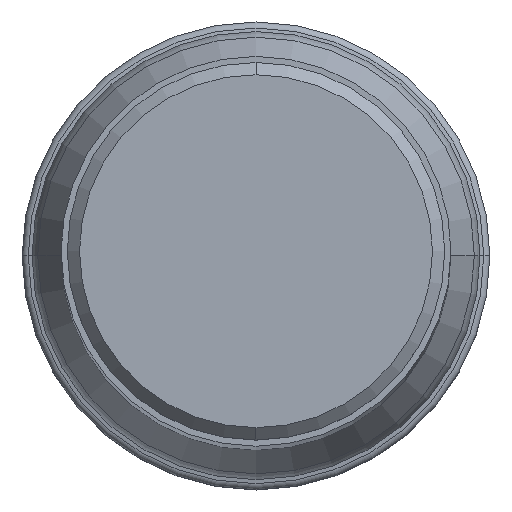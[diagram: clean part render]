
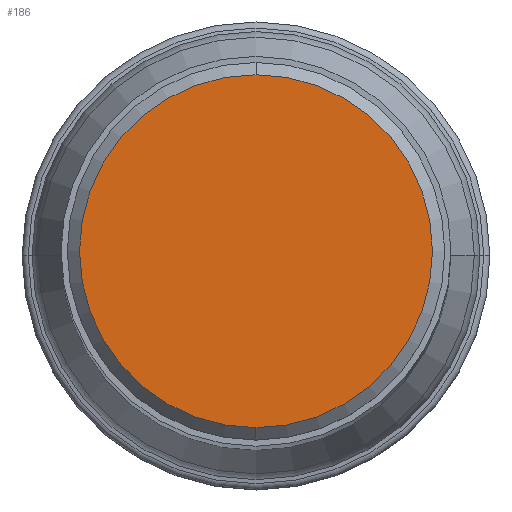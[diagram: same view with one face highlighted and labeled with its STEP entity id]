
A CAD part, top view. The second image highlights one B-rep face of the part: STEP entity #186.
In plain terms, the highlighted planar face has unit normal (0, 0, 1).
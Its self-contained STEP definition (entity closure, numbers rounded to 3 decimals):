
#29=PLANE('',#1255);
#186=ADVANCED_FACE('',(#259),#29,.F.);
#259=FACE_OUTER_BOUND('',#327,.T.);
#327=EDGE_LOOP('',(#564,#565));
#564=ORIENTED_EDGE('',*,*,#799,.T.);
#565=ORIENTED_EDGE('',*,*,#797,.T.);
#670=VERTEX_POINT('',#2973);
#671=VERTEX_POINT('',#2975);
#797=EDGE_CURVE('',#671,#670,#951,.T.);
#799=EDGE_CURVE('',#670,#671,#952,.T.);
#951=CIRCLE('',#1251,14.375);
#952=CIRCLE('',#1253,14.375);
#1251=AXIS2_PLACEMENT_3D('',#2974,#1548,#1549);
#1253=AXIS2_PLACEMENT_3D('',#2978,#1553,#1554);
#1255=AXIS2_PLACEMENT_3D('',#2980,#1557,#1558);
#1548=DIRECTION('',(0.,0.,1.));
#1549=DIRECTION('',(0.,1.,0.));
#1553=DIRECTION('',(0.,0.,1.));
#1554=DIRECTION('',(0.,-1.,0.));
#1557=DIRECTION('',(0.,0.,-1.));
#1558=DIRECTION('',(1.,0.,0.));
#2973=CARTESIAN_POINT('',(0.,-14.375,0.));
#2974=CARTESIAN_POINT('',(0.,0.,0.));
#2975=CARTESIAN_POINT('',(0.,14.375,0.));
#2978=CARTESIAN_POINT('',(0.,0.,0.));
#2980=CARTESIAN_POINT('',(0.,0.,0.));
